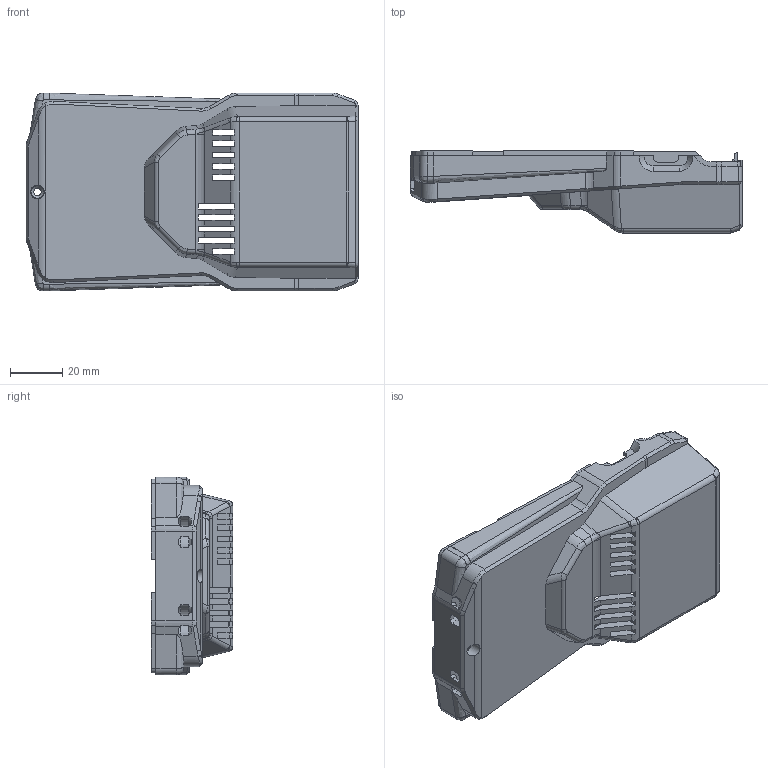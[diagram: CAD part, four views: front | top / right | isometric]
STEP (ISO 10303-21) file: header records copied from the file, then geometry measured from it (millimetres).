
FILE_DESCRIPTION(/* description */ (''),/* implementation_level */ '2;1');
FILE_NAME(/* name */ 'uCritAir Bottom v7-110325.step',/* time_stamp */ '2025-11-03T15:36:36-07:00',/* author */ (''),/* organization */ (''),/* preprocessor_version */ 'ST-DEVELOPER v20.1',/* originating_system */ 'Autodesk Translation Framework v14.17.0.0',/* authorisation */ '');
FILE_SCHEMA (('AUTOMOTIVE_DESIGN { 1 0 10303 214 3 1 1 }'));
Length unit declared in the file: millimetre
Products named in the file (1): uCritAir Bottom v7-110325
Bounding box: 127.5 x 31.4 x 76 mm (x, y, z)
Volume: 27989.5 mm3; surface area: 44298 mm2
Topology: 1 solids, 2 shells, 706 faces, 2021 edges, 1298 vertices
Faces by surface type: plane 429, cylinder 140, bspline 110, cone 23, sphere 4
Full cylindrical faces by diameter (mm): 3 x1, 5.2 x1
Entity records: 26490 total; most frequent: CARTESIAN_POINT 8630, ORIENTED_EDGE 4038, DIRECTION 3302, EDGE_CURVE 2019, LINE 1386, VECTOR 1386, VERTEX_POINT 1298, AXIS2_PLACEMENT_3D 958
